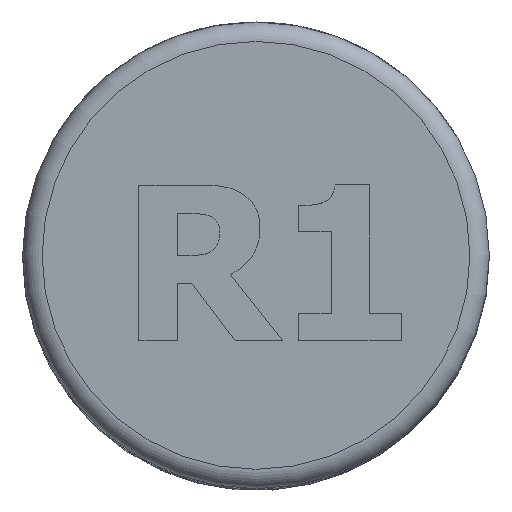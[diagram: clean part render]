
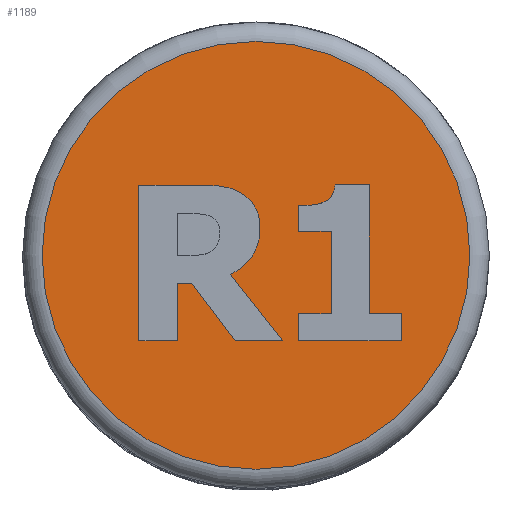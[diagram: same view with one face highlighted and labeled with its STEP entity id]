
A CAD part, top view. The second image highlights one B-rep face of the part: STEP entity #1189.
In plain terms, the highlighted planar face has unit normal (0, 0, 1).
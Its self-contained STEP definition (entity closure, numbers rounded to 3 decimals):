
#31=CIRCLE('',#1272,5.5);
#86=FACE_BOUND('',#236,.T.);
#87=FACE_BOUND('',#237,.T.);
#113=PLANE('',#1271);
#166=FACE_OUTER_BOUND('',#235,.T.);
#235=EDGE_LOOP('',(#964));
#236=EDGE_LOOP('',(#965,#966,#967,#968,#969,#970,#971,#972,#973,#974,#975,
#976));
#237=EDGE_LOOP('',(#977,#978,#979,#980,#981,#982,#983,#984,#985,#986,#987));
#288=LINE('',#1705,#411);
#295=LINE('',#1770,#418);
#298=LINE('',#1776,#421);
#301=LINE('',#1782,#424);
#304=LINE('',#1788,#427);
#307=LINE('',#1794,#430);
#310=LINE('',#1800,#433);
#313=LINE('',#1805,#436);
#315=LINE('',#1811,#438);
#319=LINE('',#1819,#442);
#322=LINE('',#1825,#445);
#325=LINE('',#1831,#448);
#330=LINE('',#1875,#453);
#333=LINE('',#1881,#456);
#336=LINE('',#1887,#459);
#339=LINE('',#1893,#462);
#342=LINE('',#1899,#465);
#345=LINE('',#1904,#468);
#411=VECTOR('',#1349,10.);
#418=VECTOR('',#1358,10.);
#421=VECTOR('',#1363,10.);
#424=VECTOR('',#1368,10.);
#427=VECTOR('',#1373,10.);
#430=VECTOR('',#1378,10.);
#433=VECTOR('',#1383,10.);
#436=VECTOR('',#1388,10.);
#438=VECTOR('',#1394,10.);
#442=VECTOR('',#1400,10.);
#445=VECTOR('',#1405,10.);
#448=VECTOR('',#1410,10.);
#453=VECTOR('',#1417,10.);
#456=VECTOR('',#1422,10.);
#459=VECTOR('',#1427,10.);
#462=VECTOR('',#1432,10.);
#465=VECTOR('',#1437,10.);
#468=VECTOR('',#1442,10.);
#529=B_SPLINE_CURVE_WITH_KNOTS('',2,(#1720,#1721,#1722,#1723),
 .UNSPECIFIED.,.F.,.F.,(3,1,3),(0.,1.,2.),.UNSPECIFIED.);
#531=B_SPLINE_CURVE_WITH_KNOTS('',2,(#1739,#1740,#1741,#1742),
 .UNSPECIFIED.,.F.,.F.,(3,1,3),(0.,1.,2.),.UNSPECIFIED.);
#533=B_SPLINE_CURVE_WITH_KNOTS('',2,(#1758,#1759,#1760,#1761),
 .UNSPECIFIED.,.F.,.F.,(3,1,3),(0.,1.,2.),.UNSPECIFIED.);
#535=B_SPLINE_CURVE_WITH_KNOTS('',2,(#1844,#1845,#1846,#1847),
 .UNSPECIFIED.,.F.,.F.,(3,1,3),(0.,1.,2.),.UNSPECIFIED.);
#537=B_SPLINE_CURVE_WITH_KNOTS('',2,(#1863,#1864,#1865,#1866),
 .UNSPECIFIED.,.F.,.F.,(3,1,3),(0.,1.,2.),.UNSPECIFIED.);
#557=VERTEX_POINT('',#1703);
#558=VERTEX_POINT('',#1704);
#561=VERTEX_POINT('',#1719);
#563=VERTEX_POINT('',#1738);
#565=VERTEX_POINT('',#1757);
#567=VERTEX_POINT('',#1769);
#569=VERTEX_POINT('',#1775);
#571=VERTEX_POINT('',#1781);
#573=VERTEX_POINT('',#1787);
#575=VERTEX_POINT('',#1793);
#577=VERTEX_POINT('',#1799);
#579=VERTEX_POINT('',#1809);
#580=VERTEX_POINT('',#1810);
#583=VERTEX_POINT('',#1818);
#585=VERTEX_POINT('',#1824);
#587=VERTEX_POINT('',#1830);
#589=VERTEX_POINT('',#1843);
#591=VERTEX_POINT('',#1862);
#593=VERTEX_POINT('',#1874);
#595=VERTEX_POINT('',#1880);
#597=VERTEX_POINT('',#1886);
#599=VERTEX_POINT('',#1892);
#601=VERTEX_POINT('',#1898);
#603=VERTEX_POINT('',#1908);
#669=EDGE_CURVE('',#557,#558,#288,.T.);
#673=EDGE_CURVE('',#561,#557,#529,.T.);
#676=EDGE_CURVE('',#563,#561,#531,.T.);
#679=EDGE_CURVE('',#565,#563,#533,.T.);
#682=EDGE_CURVE('',#567,#565,#295,.T.);
#685=EDGE_CURVE('',#569,#567,#298,.T.);
#688=EDGE_CURVE('',#571,#569,#301,.T.);
#691=EDGE_CURVE('',#573,#571,#304,.T.);
#694=EDGE_CURVE('',#575,#573,#307,.T.);
#697=EDGE_CURVE('',#577,#575,#310,.T.);
#700=EDGE_CURVE('',#558,#577,#313,.T.);
#702=EDGE_CURVE('',#579,#580,#315,.T.);
#706=EDGE_CURVE('',#583,#579,#319,.T.);
#709=EDGE_CURVE('',#585,#583,#322,.T.);
#712=EDGE_CURVE('',#587,#585,#325,.T.);
#715=EDGE_CURVE('',#589,#587,#535,.T.);
#718=EDGE_CURVE('',#591,#589,#537,.T.);
#721=EDGE_CURVE('',#593,#591,#330,.T.);
#724=EDGE_CURVE('',#595,#593,#333,.T.);
#727=EDGE_CURVE('',#597,#595,#336,.T.);
#730=EDGE_CURVE('',#599,#597,#339,.T.);
#733=EDGE_CURVE('',#601,#599,#342,.T.);
#736=EDGE_CURVE('',#580,#601,#345,.T.);
#738=EDGE_CURVE('',#603,#603,#31,.T.);
#964=ORIENTED_EDGE('',*,*,#738,.F.);
#965=ORIENTED_EDGE('',*,*,#702,.T.);
#966=ORIENTED_EDGE('',*,*,#736,.T.);
#967=ORIENTED_EDGE('',*,*,#733,.T.);
#968=ORIENTED_EDGE('',*,*,#730,.T.);
#969=ORIENTED_EDGE('',*,*,#727,.T.);
#970=ORIENTED_EDGE('',*,*,#724,.T.);
#971=ORIENTED_EDGE('',*,*,#721,.T.);
#972=ORIENTED_EDGE('',*,*,#718,.T.);
#973=ORIENTED_EDGE('',*,*,#715,.T.);
#974=ORIENTED_EDGE('',*,*,#712,.T.);
#975=ORIENTED_EDGE('',*,*,#709,.T.);
#976=ORIENTED_EDGE('',*,*,#706,.T.);
#977=ORIENTED_EDGE('',*,*,#669,.T.);
#978=ORIENTED_EDGE('',*,*,#700,.T.);
#979=ORIENTED_EDGE('',*,*,#697,.T.);
#980=ORIENTED_EDGE('',*,*,#694,.T.);
#981=ORIENTED_EDGE('',*,*,#691,.T.);
#982=ORIENTED_EDGE('',*,*,#688,.T.);
#983=ORIENTED_EDGE('',*,*,#685,.T.);
#984=ORIENTED_EDGE('',*,*,#682,.T.);
#985=ORIENTED_EDGE('',*,*,#679,.T.);
#986=ORIENTED_EDGE('',*,*,#676,.T.);
#987=ORIENTED_EDGE('',*,*,#673,.T.);
#1189=ADVANCED_FACE('',(#166,#86,#87),#113,.T.);
#1271=AXIS2_PLACEMENT_3D('',#1907,#1446,#1447);
#1272=AXIS2_PLACEMENT_3D('',#1909,#1448,#1449);
#1349=DIRECTION('',(0.62,-0.785,0.));
#1358=DIRECTION('',(1.,0.,0.));
#1363=DIRECTION('',(0.,1.,0.));
#1368=DIRECTION('',(-1.,0.,0.));
#1373=DIRECTION('',(0.,-1.,0.));
#1378=DIRECTION('',(-1.,0.,0.));
#1383=DIRECTION('',(-0.604,0.797,0.));
#1388=DIRECTION('',(-1.,0.,0.));
#1394=DIRECTION('',(0.,-1.,0.));
#1400=DIRECTION('',(1.,0.,0.));
#1405=DIRECTION('',(0.,-1.,0.));
#1410=DIRECTION('',(1.,0.,0.));
#1417=DIRECTION('',(0.,1.,0.));
#1422=DIRECTION('',(-1.,0.,0.));
#1427=DIRECTION('',(0.,1.,0.));
#1432=DIRECTION('',(1.,0.,0.));
#1437=DIRECTION('',(0.,1.,0.));
#1442=DIRECTION('',(-1.,0.,0.));
#1446=DIRECTION('center_axis',(0.,0.,1.));
#1447=DIRECTION('ref_axis',(1.,0.,0.));
#1448=DIRECTION('center_axis',(0.,0.,-1.));
#1449=DIRECTION('ref_axis',(-1.,0.,0.));
#1703=CARTESIAN_POINT('',(-0.661,-0.49,5.));
#1704=CARTESIAN_POINT('',(0.684,-2.192,5.));
#1705=CARTESIAN_POINT('',(-0.654,-0.5,5.));
#1719=CARTESIAN_POINT('',(0.1,0.709,5.));
#1720=CARTESIAN_POINT('Ctrl Pts',(0.1,0.709,5.));
#1721=CARTESIAN_POINT('Ctrl Pts',(0.1,0.252,5.));
#1722=CARTESIAN_POINT('Ctrl Pts',(-0.315,-0.322,
5.));
#1723=CARTESIAN_POINT('Ctrl Pts',(-0.661,-0.49,
5.));
#1738=CARTESIAN_POINT('',(-0.367,1.594,5.));
#1739=CARTESIAN_POINT('Ctrl Pts',(-0.367,1.594,5.));
#1740=CARTESIAN_POINT('Ctrl Pts',(-0.153,1.458,5.));
#1741=CARTESIAN_POINT('Ctrl Pts',(0.1,1.033,5.));
#1742=CARTESIAN_POINT('Ctrl Pts',(0.1,0.709,5.));
#1757=CARTESIAN_POINT('',(-1.404,1.808,5.));
#1758=CARTESIAN_POINT('Ctrl Pts',(-1.404,1.808,5.));
#1759=CARTESIAN_POINT('Ctrl Pts',(-1.07,1.808,5.));
#1760=CARTESIAN_POINT('Ctrl Pts',(-0.577,1.724,5.));
#1761=CARTESIAN_POINT('Ctrl Pts',(-0.367,1.594,5.));
#1769=CARTESIAN_POINT('',(-3.012,1.808,5.));
#1770=CARTESIAN_POINT('',(-1.506,1.808,5.));
#1775=CARTESIAN_POINT('',(-3.012,-2.192,5.));
#1776=CARTESIAN_POINT('',(-3.012,-1.096,5.));
#1781=CARTESIAN_POINT('',(-2.013,-2.192,5.));
#1782=CARTESIAN_POINT('',(-1.007,-2.192,5.));
#1787=CARTESIAN_POINT('',(-2.013,-0.724,5.));
#1788=CARTESIAN_POINT('',(-2.013,-0.362,5.));
#1793=CARTESIAN_POINT('',(-1.65,-0.724,5.));
#1794=CARTESIAN_POINT('',(-0.825,-0.724,5.));
#1799=CARTESIAN_POINT('',(-0.538,-2.192,5.));
#1800=CARTESIAN_POINT('',(-0.968,-1.625,5.));
#1805=CARTESIAN_POINT('',(0.342,-2.192,5.));
#1809=CARTESIAN_POINT('',(3.734,-1.495,5.));
#1810=CARTESIAN_POINT('',(3.734,-2.192,5.));
#1811=CARTESIAN_POINT('',(3.734,-0.748,5.));
#1818=CARTESIAN_POINT('',(2.911,-1.495,5.));
#1819=CARTESIAN_POINT('',(1.455,-1.495,5.));
#1824=CARTESIAN_POINT('',(2.911,1.818,5.));
#1825=CARTESIAN_POINT('',(2.911,0.909,5.));
#1830=CARTESIAN_POINT('',(2.035,1.818,5.));
#1831=CARTESIAN_POINT('',(1.018,1.818,5.));
#1843=CARTESIAN_POINT('',(1.753,1.373,5.));
#1844=CARTESIAN_POINT('Ctrl Pts',(1.753,1.373,5.));
#1845=CARTESIAN_POINT('Ctrl Pts',(1.88,1.438,5.));
#1846=CARTESIAN_POINT('Ctrl Pts',(2.022,1.655,5.));
#1847=CARTESIAN_POINT('Ctrl Pts',(2.035,1.818,5.));
#1862=CARTESIAN_POINT('',(1.092,1.273,5.));
#1863=CARTESIAN_POINT('Ctrl Pts',(1.092,1.273,5.));
#1864=CARTESIAN_POINT('Ctrl Pts',(1.277,1.273,5.));
#1865=CARTESIAN_POINT('Ctrl Pts',(1.643,1.322,5.));
#1866=CARTESIAN_POINT('Ctrl Pts',(1.753,1.373,5.));
#1874=CARTESIAN_POINT('',(1.092,0.621,5.));
#1875=CARTESIAN_POINT('',(1.092,0.311,5.));
#1880=CARTESIAN_POINT('',(1.935,0.621,5.));
#1881=CARTESIAN_POINT('',(0.967,0.621,5.));
#1886=CARTESIAN_POINT('',(1.935,-1.495,5.));
#1887=CARTESIAN_POINT('',(1.935,-0.748,5.));
#1892=CARTESIAN_POINT('',(1.092,-1.495,5.));
#1893=CARTESIAN_POINT('',(0.546,-1.495,5.));
#1898=CARTESIAN_POINT('',(1.092,-2.192,5.));
#1899=CARTESIAN_POINT('',(1.092,-1.096,5.));
#1904=CARTESIAN_POINT('',(1.867,-2.192,5.));
#1907=CARTESIAN_POINT('Origin',(0.,0.,5.));
#1908=CARTESIAN_POINT('',(-5.5,0.,5.));
#1909=CARTESIAN_POINT('Origin',(0.,0.,5.));
